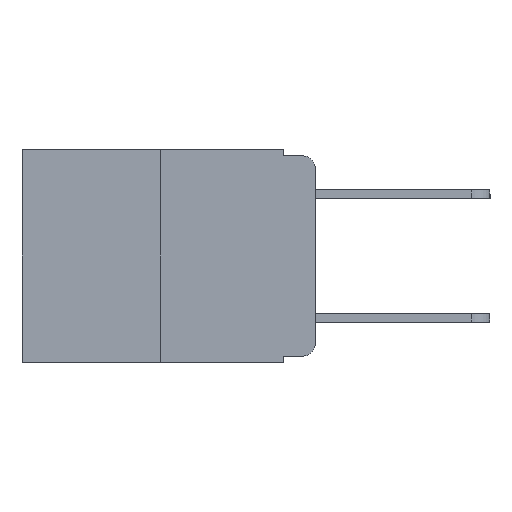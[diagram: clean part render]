
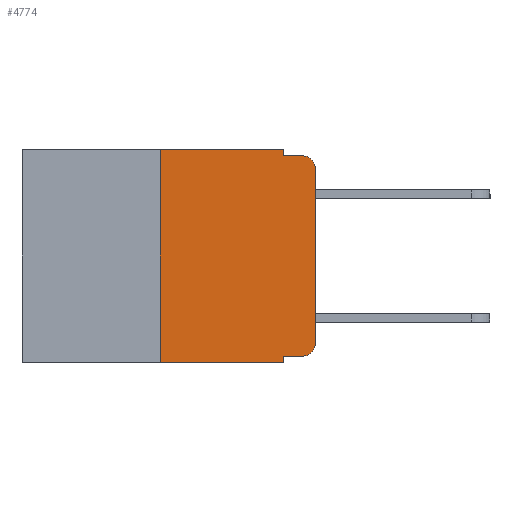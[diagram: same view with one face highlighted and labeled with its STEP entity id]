
A CAD part, left-side view. The second image highlights one B-rep face of the part: STEP entity #4774.
In plain terms, the highlighted planar face has unit normal (-1, 0, 0).
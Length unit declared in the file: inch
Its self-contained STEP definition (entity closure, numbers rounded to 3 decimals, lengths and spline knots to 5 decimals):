
#947 = LINE ( 'NONE', #7254, #20171 ) ;
#1101 = CARTESIAN_POINT ( 'NONE',  ( 0., 0.25, 0. ) ) ;
#1141 = VERTEX_POINT ( 'NONE', #1651 ) ;
#1388 = LINE ( 'NONE', #18638, #5376 ) ;
#1500 = VERTEX_POINT ( 'NONE', #11693 ) ;
#1614 = DIRECTION ( 'NONE',  ( -1., 0., 0. ) ) ;
#1651 = CARTESIAN_POINT ( 'NONE',  ( 0., 0.051, -0.343 ) ) ;
#1828 = EDGE_CURVE ( 'NONE', #14317, #1500, #1388, .T. ) ;
#2699 = ORIENTED_EDGE ( 'NONE', *, *, #2983, .F. ) ;
#2881 = AXIS2_PLACEMENT_3D ( 'NONE', #6649, #19956, #8639 ) ;
#2983 = EDGE_CURVE ( 'NONE', #12845, #1141, #19096, .T. ) ;
#3214 = LINE ( 'NONE', #16516, #22805 ) ;
#3406 = EDGE_CURVE ( 'NONE', #9855, #1141, #14096, .T. ) ;
#3556 = DIRECTION ( 'NONE',  ( 0., 0., -1. ) ) ;
#3785 = EDGE_CURVE ( 'NONE', #9855, #21099, #20799, .T. ) ;
#3835 = VECTOR ( 'NONE', #4867, 39.37008 ) ;
#4273 = LINE ( 'NONE', #4920, #18917 ) ;
#4577 = DIRECTION ( 'NONE',  ( 1., 0., 0. ) ) ;
#4774 = ADVANCED_FACE ( 'NONE', ( #18430 ), #7032, .F. ) ;
#4791 = VERTEX_POINT ( 'NONE', #18830 ) ;
#4867 = DIRECTION ( 'NONE',  ( 0., -1., 0. ) ) ;
#4920 = CARTESIAN_POINT ( 'NONE',  ( 0., 0.051, 0. ) ) ;
#5040 = CIRCLE ( 'NONE', #13341, 0.02 ) ;
#5376 = VECTOR ( 'NONE', #23288, 39.37008 ) ;
#5745 = DIRECTION ( 'NONE',  ( 0., 0., -1. ) ) ;
#6014 = ORIENTED_EDGE ( 'NONE', *, *, #11171, .F. ) ;
#6146 = AXIS2_PLACEMENT_3D ( 'NONE', #10429, #4577, #3556 ) ;
#6226 = CARTESIAN_POINT ( 'NONE',  ( 0., 0.051, -0.333 ) ) ;
#6567 = ORIENTED_EDGE ( 'NONE', *, *, #12100, .T. ) ;
#6649 = CARTESIAN_POINT ( 'NONE',  ( 0., 0.02, -0.313 ) ) ;
#6885 = ORIENTED_EDGE ( 'NONE', *, *, #1828, .T. ) ;
#7032 = PLANE ( 'NONE',  #6146 ) ;
#7254 = CARTESIAN_POINT ( 'NONE',  ( 0., 0.051, -0.01 ) ) ;
#7701 = VECTOR ( 'NONE', #8230, 39.37008 ) ;
#8066 = CARTESIAN_POINT ( 'NONE',  ( 0., 0.02, -0.333 ) ) ;
#8230 = DIRECTION ( 'NONE',  ( 0., -1., 0. ) ) ;
#8639 = DIRECTION ( 'NONE',  ( 0., 0., -1. ) ) ;
#9855 = VERTEX_POINT ( 'NONE', #16178 ) ;
#10031 = ORIENTED_EDGE ( 'NONE', *, *, #3785, .F. ) ;
#10143 = CARTESIAN_POINT ( 'NONE',  ( 0., 0., -0.313 ) ) ;
#10429 = CARTESIAN_POINT ( 'NONE',  ( 0., 0.473, 0. ) ) ;
#10558 = ORIENTED_EDGE ( 'NONE', *, *, #13777, .T. ) ;
#10673 = EDGE_CURVE ( 'NONE', #1500, #19283, #5040, .T. ) ;
#11171 = EDGE_CURVE ( 'NONE', #21099, #21643, #3214, .T. ) ;
#11693 = CARTESIAN_POINT ( 'NONE',  ( 0., 0., -0.03 ) ) ;
#11859 = ORIENTED_EDGE ( 'NONE', *, *, #17096, .F. ) ;
#12100 = EDGE_CURVE ( 'NONE', #12845, #23045, #17851, .T. ) ;
#12108 = EDGE_LOOP ( 'NONE', ( #6885, #24022, #24360, #11859, #6014, #10031, #18549, #2699, #6567, #10558 ) ) ;
#12441 = EDGE_CURVE ( 'NONE', #4791, #19283, #947, .T. ) ;
#12493 = CIRCLE ( 'NONE', #2881, 0.02 ) ;
#12845 = VERTEX_POINT ( 'NONE', #16087 ) ;
#12956 = VECTOR ( 'NONE', #5745, 39.37008 ) ;
#13243 = CARTESIAN_POINT ( 'NONE',  ( 0., 0.02, -0.03 ) ) ;
#13341 = AXIS2_PLACEMENT_3D ( 'NONE', #13243, #1614, #15162 ) ;
#13777 = EDGE_CURVE ( 'NONE', #23045, #14317, #12493, .T. ) ;
#13889 = CARTESIAN_POINT ( 'NONE',  ( 0., 0.25, 0. ) ) ;
#14096 = LINE ( 'NONE', #18089, #3835 ) ;
#14317 = VERTEX_POINT ( 'NONE', #10143 ) ;
#14561 = CARTESIAN_POINT ( 'NONE',  ( 0., 0.051, 0. ) ) ;
#15162 = DIRECTION ( 'NONE',  ( 0., 0., -1. ) ) ;
#15478 = CARTESIAN_POINT ( 'NONE',  ( 0., 0.051, 0. ) ) ;
#16087 = CARTESIAN_POINT ( 'NONE',  ( 0., 0.051, -0.333 ) ) ;
#16178 = CARTESIAN_POINT ( 'NONE',  ( 0., 0.25, -0.343 ) ) ;
#16516 = CARTESIAN_POINT ( 'NONE',  ( 0., 0.473, 0. ) ) ;
#16625 = DIRECTION ( 'NONE',  ( 0., 0., 1. ) ) ;
#17096 = EDGE_CURVE ( 'NONE', #21643, #4791, #4273, .T. ) ;
#17851 = LINE ( 'NONE', #6226, #7701 ) ;
#18089 = CARTESIAN_POINT ( 'NONE',  ( 0., 0.473, -0.343 ) ) ;
#18293 = DIRECTION ( 'NONE',  ( 0., 0., -1. ) ) ;
#18430 = FACE_OUTER_BOUND ( 'NONE', #12108, .T. ) ;
#18549 = ORIENTED_EDGE ( 'NONE', *, *, #3406, .T. ) ;
#18638 = CARTESIAN_POINT ( 'NONE',  ( 0., 0., 0. ) ) ;
#18661 = DIRECTION ( 'NONE',  ( 0., -1., 0. ) ) ;
#18830 = CARTESIAN_POINT ( 'NONE',  ( 0., 0.051, -0.01 ) ) ;
#18917 = VECTOR ( 'NONE', #18293, 39.37008 ) ;
#19096 = LINE ( 'NONE', #15478, #12956 ) ;
#19283 = VERTEX_POINT ( 'NONE', #21098 ) ;
#19956 = DIRECTION ( 'NONE',  ( -1., 0., 0. ) ) ;
#20171 = VECTOR ( 'NONE', #18661, 39.37008 ) ;
#20375 = DIRECTION ( 'NONE',  ( 0., -1., 0. ) ) ;
#20799 = LINE ( 'NONE', #13889, #24479 ) ;
#21099 = VERTEX_POINT ( 'NONE', #1101 ) ;
#21098 = CARTESIAN_POINT ( 'NONE',  ( 0., 0.02, -0.01 ) ) ;
#21643 = VERTEX_POINT ( 'NONE', #14561 ) ;
#22805 = VECTOR ( 'NONE', #20375, 39.37008 ) ;
#23045 = VERTEX_POINT ( 'NONE', #8066 ) ;
#23288 = DIRECTION ( 'NONE',  ( 0., 0., 1. ) ) ;
#24022 = ORIENTED_EDGE ( 'NONE', *, *, #10673, .T. ) ;
#24360 = ORIENTED_EDGE ( 'NONE', *, *, #12441, .F. ) ;
#24479 = VECTOR ( 'NONE', #16625, 39.37008 ) ;
